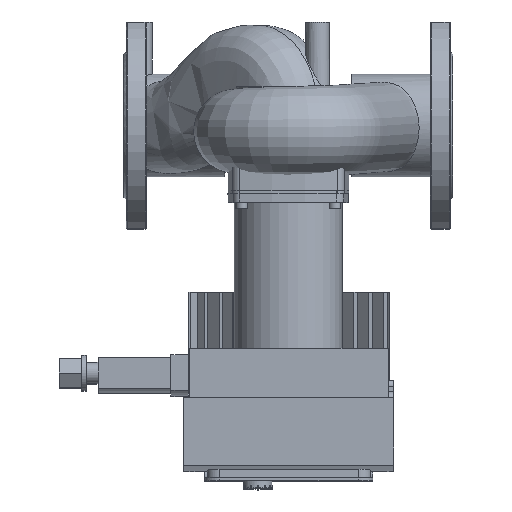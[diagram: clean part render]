
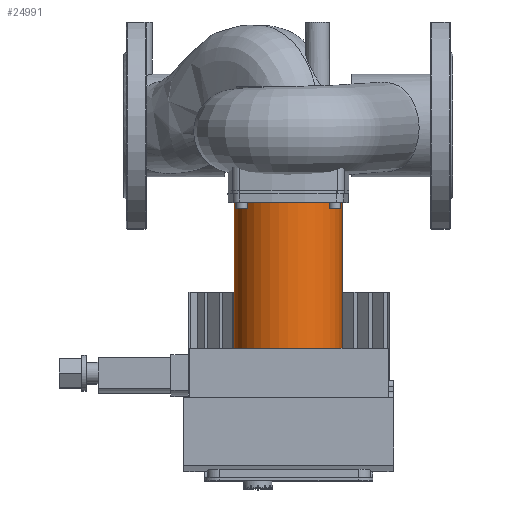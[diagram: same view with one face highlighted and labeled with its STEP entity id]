
A CAD part, top view. The second image highlights one B-rep face of the part: STEP entity #24991.
In plain terms, the highlighted cylindrical face has radius 46 mm (diameter 92 mm), a full revolution.
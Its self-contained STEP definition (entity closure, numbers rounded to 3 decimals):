
#231=FACE_BOUND('',#8715,.T.);
#5618=CYLINDRICAL_SURFACE('',#27440,46.);
#7195=FACE_OUTER_BOUND('',#8714,.T.);
#8714=EDGE_LOOP('',(#22518));
#8715=EDGE_LOOP('',(#22519));
#9751=CIRCLE('',#27441,46.);
#9752=CIRCLE('',#27442,46.);
#11935=VERTEX_POINT('',#64739);
#11936=VERTEX_POINT('',#64741);
#15483=EDGE_CURVE('',#11935,#11935,#9751,.T.);
#15484=EDGE_CURVE('',#11936,#11936,#9752,.T.);
#22518=ORIENTED_EDGE('',*,*,#15483,.T.);
#22519=ORIENTED_EDGE('',*,*,#15484,.F.);
#24991=ADVANCED_FACE('',(#7195,#231),#5618,.T.);
#27440=AXIS2_PLACEMENT_3D('',#64738,#34456,#34457);
#27441=AXIS2_PLACEMENT_3D('',#64740,#34458,#34459);
#27442=AXIS2_PLACEMENT_3D('',#64742,#34460,#34461);
#34456=DIRECTION('center_axis',(0.,-1.,0.));
#34457=DIRECTION('ref_axis',(-1.,0.,0.));
#34458=DIRECTION('center_axis',(0.,1.,0.));
#34459=DIRECTION('ref_axis',(-1.,0.,0.));
#34460=DIRECTION('center_axis',(0.,1.,0.));
#34461=DIRECTION('ref_axis',(-1.,0.,0.));
#64738=CARTESIAN_POINT('Origin',(140.,-65.5,130.));
#64739=CARTESIAN_POINT('',(186.,-190.,130.));
#64740=CARTESIAN_POINT('Origin',(140.,-190.,130.));
#64741=CARTESIAN_POINT('',(140.,-65.5,84.));
#64742=CARTESIAN_POINT('Origin',(140.,-65.5,130.));
